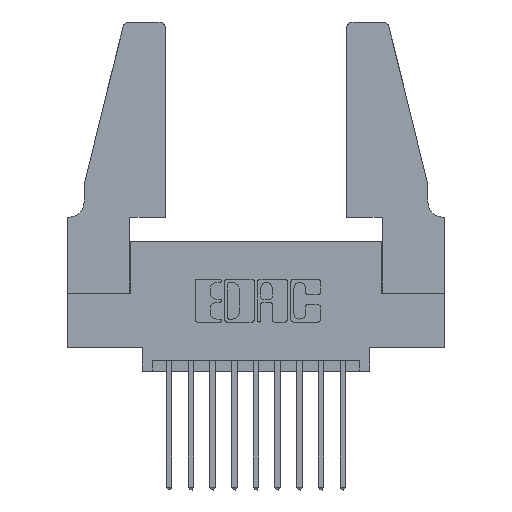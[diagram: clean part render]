
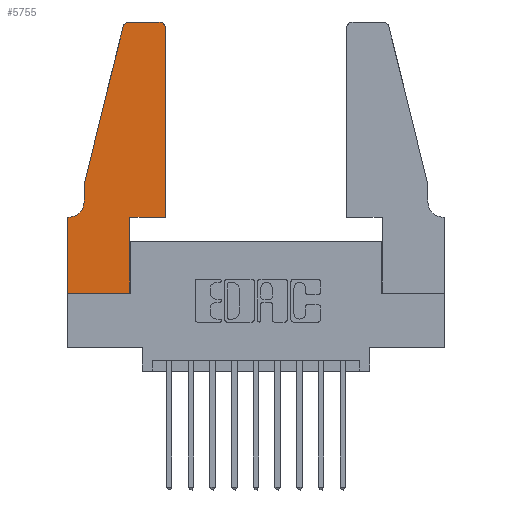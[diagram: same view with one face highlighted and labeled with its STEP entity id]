
A CAD part, top view. The second image highlights one B-rep face of the part: STEP entity #5755.
In plain terms, the highlighted planar face has unit normal (0, 0, 1).
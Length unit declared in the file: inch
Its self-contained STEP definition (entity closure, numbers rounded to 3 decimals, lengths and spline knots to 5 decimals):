
#49 = CARTESIAN_POINT ( 'NONE',  ( 0.0755, 0.5, 0.37 ) ) ;
#54 = DIRECTION ( 'NONE',  ( 0., 1., 0. ) ) ;
#61 = EDGE_CURVE ( 'NONE', #13228, #12681, #7629, .T. ) ;
#135 = CARTESIAN_POINT ( 'NONE',  ( 0.4505, 0.35, 0.37 ) ) ;
#226 = CARTESIAN_POINT ( 'NONE',  ( 0.2865, 0.35, 0.37 ) ) ;
#462 = CIRCLE ( 'NONE', #11181, 0.03 ) ;
#1014 = CARTESIAN_POINT ( 'NONE',  ( 0.4505, 0.35, 0.37 ) ) ;
#1109 = CARTESIAN_POINT ( 'NONE',  ( 0., 0.35, 0.37 ) ) ;
#1121 = DIRECTION ( 'NONE',  ( 0., 0., 1. ) ) ;
#1172 = VECTOR ( 'NONE', #13697, 39.37008 ) ;
#1794 = VERTEX_POINT ( 'NONE', #3713 ) ;
#1889 = CARTESIAN_POINT ( 'NONE',  ( 0., 0., 0.37 ) ) ;
#2042 = EDGE_LOOP ( 'NONE', ( #6805, #7778, #12979, #7455, #9909, #10574, #2351, #8114, #13613, #8443, #5971, #6308 ) ) ;
#2139 = VERTEX_POINT ( 'NONE', #10826 ) ;
#2162 = EDGE_CURVE ( 'NONE', #12528, #1794, #6877, .T. ) ;
#2351 = ORIENTED_EDGE ( 'NONE', *, *, #13175, .T. ) ;
#2366 = CARTESIAN_POINT ( 'NONE',  ( 0.2865, 0., 0.37 ) ) ;
#2397 = CARTESIAN_POINT ( 'NONE',  ( 0., 0., 0.37 ) ) ;
#2430 = VECTOR ( 'NONE', #11356, 39.37008 ) ;
#2517 = CIRCLE ( 'NONE', #8261, 0.03 ) ;
#2521 = LINE ( 'NONE', #49, #7606 ) ;
#2615 = AXIS2_PLACEMENT_3D ( 'NONE', #5528, #12850, #6623 ) ;
#2786 = LINE ( 'NONE', #9974, #5346 ) ;
#2925 = EDGE_CURVE ( 'NONE', #2139, #13228, #12563, .T. ) ;
#3356 = VERTEX_POINT ( 'NONE', #10250 ) ;
#3415 = EDGE_CURVE ( 'NONE', #1794, #3356, #462, .T. ) ;
#3648 = DIRECTION ( 'NONE',  ( -1., 0., 0. ) ) ;
#3713 = CARTESIAN_POINT ( 'NONE',  ( 0.4505, 1.22, 0.37 ) ) ;
#3949 = DIRECTION ( 'NONE',  ( 0., 1., 0. ) ) ;
#4018 = LINE ( 'NONE', #13048, #8679 ) ;
#4029 = CARTESIAN_POINT ( 'NONE',  ( 0.4205, 1.22, 0.37 ) ) ;
#4505 = CARTESIAN_POINT ( 'NONE',  ( 0.284, 1.25, 0.37 ) ) ;
#4630 = VECTOR ( 'NONE', #11953, 39.37008 ) ;
#4740 = LINE ( 'NONE', #11453, #10065 ) ;
#4800 = PLANE ( 'NONE',  #4804 ) ;
#4804 = AXIS2_PLACEMENT_3D ( 'NONE', #7663, #1121, #8710 ) ;
#5095 = DIRECTION ( 'NONE',  ( 1., 0., 0. ) ) ;
#5128 = EDGE_CURVE ( 'NONE', #13152, #13642, #2521, .T. ) ;
#5341 = CARTESIAN_POINT ( 'NONE',  ( 0.0755, 0.5, 0.37 ) ) ;
#5346 = VECTOR ( 'NONE', #3648, 39.37008 ) ;
#5510 = CARTESIAN_POINT ( 'NONE',  ( 0.0755, 0.42, 0.37 ) ) ;
#5528 = CARTESIAN_POINT ( 'NONE',  ( 0.0055, 0.42, 0.37 ) ) ;
#5569 = CARTESIAN_POINT ( 'NONE',  ( 0.0055, 0.35, 0.37 ) ) ;
#5589 = FACE_OUTER_BOUND ( 'NONE', #2042, .T. ) ;
#5740 = DIRECTION ( 'NONE',  ( -1., 0., 0. ) ) ;
#5743 = EDGE_CURVE ( 'NONE', #11823, #5765, #5932, .T. ) ;
#5755 = ADVANCED_FACE ( 'NONE', ( #5589 ), #4800, .T. ) ;
#5765 = VERTEX_POINT ( 'NONE', #5569 ) ;
#5932 = CIRCLE ( 'NONE', #2615, 0.07 ) ;
#5971 = ORIENTED_EDGE ( 'NONE', *, *, #2162, .T. ) ;
#6183 = CARTESIAN_POINT ( 'NONE',  ( 0.284, 1.22, 0.37 ) ) ;
#6308 = ORIENTED_EDGE ( 'NONE', *, *, #3415, .T. ) ;
#6623 = DIRECTION ( 'NONE',  ( -1., 0., 0. ) ) ;
#6684 = DIRECTION ( 'NONE',  ( -0.239, -0.971, 0. ) ) ;
#6805 = ORIENTED_EDGE ( 'NONE', *, *, #13289, .T. ) ;
#6877 = LINE ( 'NONE', #135, #7206 ) ;
#7206 = VECTOR ( 'NONE', #54, 39.37008 ) ;
#7254 = DIRECTION ( 'NONE',  ( 1., 0., 0. ) ) ;
#7455 = ORIENTED_EDGE ( 'NONE', *, *, #9652, .T. ) ;
#7606 = VECTOR ( 'NONE', #6684, 39.37008 ) ;
#7629 = LINE ( 'NONE', #11776, #7960 ) ;
#7663 = CARTESIAN_POINT ( 'NONE',  ( 0., 0.35, 0.37 ) ) ;
#7778 = ORIENTED_EDGE ( 'NONE', *, *, #9619, .T. ) ;
#7960 = VECTOR ( 'NONE', #3949, 39.37008 ) ;
#8114 = ORIENTED_EDGE ( 'NONE', *, *, #2925, .T. ) ;
#8261 = AXIS2_PLACEMENT_3D ( 'NONE', #6183, #13455, #7254 ) ;
#8443 = ORIENTED_EDGE ( 'NONE', *, *, #12883, .T. ) ;
#8642 = CARTESIAN_POINT ( 'NONE',  ( 0.25487, 1.22718, 0.37 ) ) ;
#8679 = VECTOR ( 'NONE', #5740, 39.37008 ) ;
#8710 = DIRECTION ( 'NONE',  ( 1., 0., 0. ) ) ;
#8724 = VERTEX_POINT ( 'NONE', #4505 ) ;
#9619 = EDGE_CURVE ( 'NONE', #8724, #13152, #2517, .T. ) ;
#9652 = EDGE_CURVE ( 'NONE', #13642, #11823, #4740, .T. ) ;
#9909 = ORIENTED_EDGE ( 'NONE', *, *, #5743, .T. ) ;
#9974 = CARTESIAN_POINT ( 'NONE',  ( 0.2605, 1.25, 0.37 ) ) ;
#10065 = VECTOR ( 'NONE', #12484, 39.37008 ) ;
#10250 = CARTESIAN_POINT ( 'NONE',  ( 0.4205, 1.25, 0.37 ) ) ;
#10298 = LINE ( 'NONE', #2397, #4630 ) ;
#10574 = ORIENTED_EDGE ( 'NONE', *, *, #11974, .T. ) ;
#10826 = CARTESIAN_POINT ( 'NONE',  ( 0., 0., 0.37 ) ) ;
#11181 = AXIS2_PLACEMENT_3D ( 'NONE', #4029, #11432, #5095 ) ;
#11356 = DIRECTION ( 'NONE',  ( 1., 0., 0. ) ) ;
#11432 = DIRECTION ( 'NONE',  ( 0., 0., 1. ) ) ;
#11453 = CARTESIAN_POINT ( 'NONE',  ( 0.0755, 0.5, 0.37 ) ) ;
#11776 = CARTESIAN_POINT ( 'NONE',  ( 0.2865, 0.35, 0.37 ) ) ;
#11823 = VERTEX_POINT ( 'NONE', #5510 ) ;
#11953 = DIRECTION ( 'NONE',  ( 0., -1., 0. ) ) ;
#11974 = EDGE_CURVE ( 'NONE', #5765, #12562, #4018, .T. ) ;
#12484 = DIRECTION ( 'NONE',  ( 0., -1., 0. ) ) ;
#12528 = VERTEX_POINT ( 'NONE', #1014 ) ;
#12562 = VERTEX_POINT ( 'NONE', #1109 ) ;
#12563 = LINE ( 'NONE', #1889, #1172 ) ;
#12681 = VERTEX_POINT ( 'NONE', #226 ) ;
#12850 = DIRECTION ( 'NONE',  ( 0., 0., -1. ) ) ;
#12883 = EDGE_CURVE ( 'NONE', #12681, #12528, #13369, .T. ) ;
#12979 = ORIENTED_EDGE ( 'NONE', *, *, #5128, .T. ) ;
#13048 = CARTESIAN_POINT ( 'NONE',  ( 0.0755, 0.35, 0.37 ) ) ;
#13152 = VERTEX_POINT ( 'NONE', #8642 ) ;
#13175 = EDGE_CURVE ( 'NONE', #12562, #2139, #10298, .T. ) ;
#13228 = VERTEX_POINT ( 'NONE', #2366 ) ;
#13289 = EDGE_CURVE ( 'NONE', #3356, #8724, #2786, .T. ) ;
#13369 = LINE ( 'NONE', #13401, #2430 ) ;
#13401 = CARTESIAN_POINT ( 'NONE',  ( 0.4505, 0.35, 0.37 ) ) ;
#13455 = DIRECTION ( 'NONE',  ( 0., 0., 1. ) ) ;
#13613 = ORIENTED_EDGE ( 'NONE', *, *, #61, .T. ) ;
#13642 = VERTEX_POINT ( 'NONE', #5341 ) ;
#13697 = DIRECTION ( 'NONE',  ( 1., 0., 0. ) ) ;
